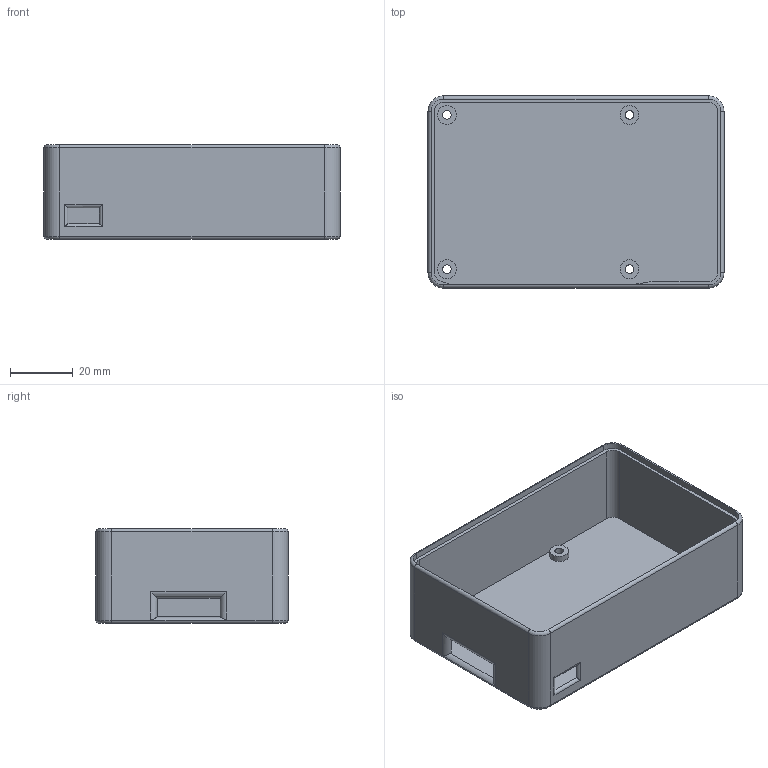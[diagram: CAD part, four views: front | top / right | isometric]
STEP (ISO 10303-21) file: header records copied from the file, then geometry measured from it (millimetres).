
FILE_DESCRIPTION(/* description */ (''),/* implementation_level */ '2;1');
FILE_NAME(/* name */ 'case_bottom.stp',/* time_stamp */ '2020-03-31T17:03:52+02:00',/* author */ ('P03759'),/* organization */ (''),/* preprocessor_version */ 'ST-DEVELOPER v15.6',/* originating_system */ 'Autodesk Inventor 2015',/* authorisation */ '');
FILE_SCHEMA (('AUTOMOTIVE_DESIGN { 1 0 10303 214 3 1 1 }'));
Length unit declared in the file: millimetre
Products named in the file (1): case_bottom
Bounding box: 94 x 61 x 30 mm (x, y, z)
Volume: 25336.8 mm3; surface area: 28346.6 mm2
Topology: 1 solids, 1 shells, 76 faces, 181 edges, 112 vertices
Faces by surface type: cylinder 44, plane 24, torus 8
Full cylindrical faces by diameter (mm): 2.75 x4, 5.5 x4, 6 x4
Entity records: 2213 total; most frequent: DIRECTION 403, CARTESIAN_POINT 390, ORIENTED_EDGE 338, EDGE_CURVE 169, AXIS2_PLACEMENT_3D 161, VERTEX_POINT 112, EDGE_LOOP 105, LINE 81
